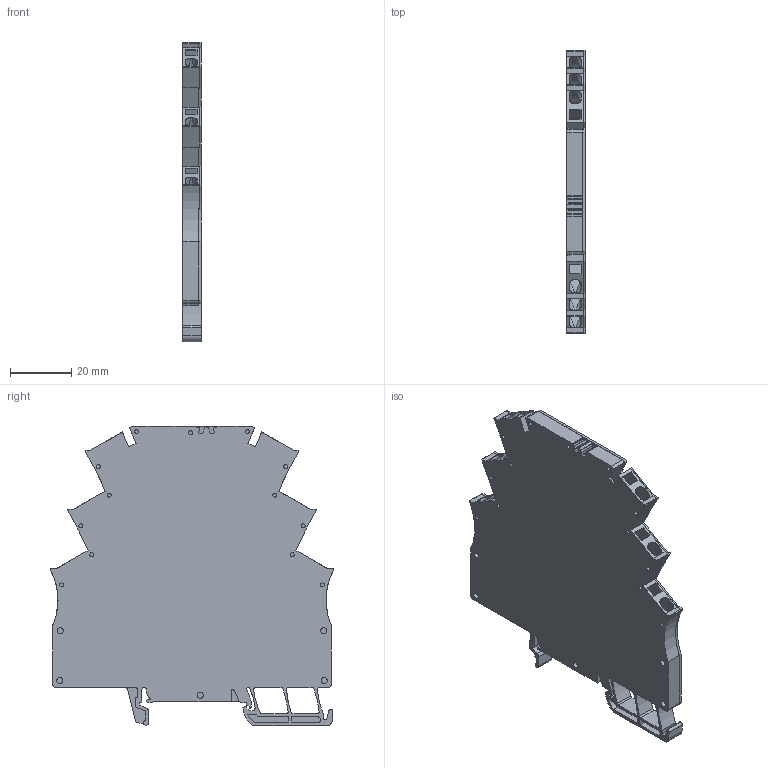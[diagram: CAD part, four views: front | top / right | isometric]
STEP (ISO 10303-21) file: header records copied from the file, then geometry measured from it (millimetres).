
FILE_DESCRIPTION(('CATIA V5 STEP Exchange','CAx-IF Rec.Pracs.--- Model Styling and Organization---1.4--- 2014-01-23'),'2;1');
FILE_NAME ('D1475314_0_1925760000_S3D_MHZ_6.stp','2021-02-24T14:11:46+00:00',('none'),('Weidmueller'),'CATIA Version 5-6 Release 2016 SP3 HF44','CATIA V5 STEP AP214','none');
FILE_SCHEMA(('AUTOMOTIVE_DESIGN { 1 0 10303 214 1 1 1 1 }'));
Products named in the file (1): S3D_MHZ_6
Bounding box: 6.1 x 92.44 x 97.8 mm (x, y, z)
Volume: 19282.4 mm3; surface area: 38987.2 mm2
Topology: 8 solids, 8 shells, 1607 faces, 5579 edges, 4005 vertices
Faces by surface type: plane 1052, cylinder 425, bspline 94, extrusion 36
Entity records: 62560 total; most frequent: CARTESIAN_POINT 16193, ORIENTED_EDGE 11158, DIRECTION 6597, EDGE_CURVE 5579, VERTEX_POINT 4005, VECTOR 3174, LINE 3138, AXIS2_PLACEMENT_3D 2260
